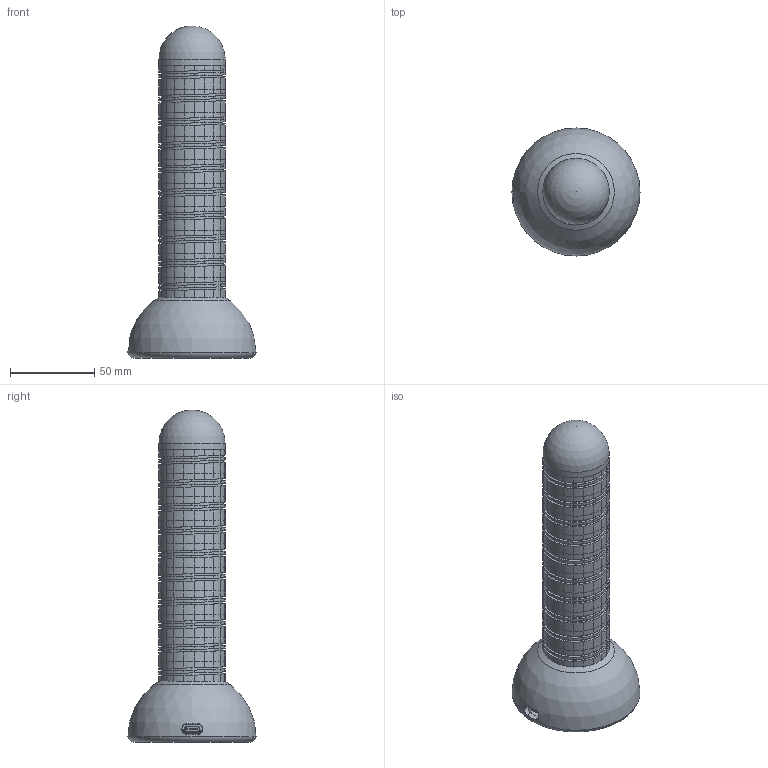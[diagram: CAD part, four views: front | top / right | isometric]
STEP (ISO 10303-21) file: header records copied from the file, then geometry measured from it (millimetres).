
FILE_DESCRIPTION(/* description */ (''),/* implementation_level */ '2;1');
FILE_NAME(/* name */ 'js2.step',/* time_stamp */ '2026-02-23T06:29:31-08:00',/* author */ (''),/* organization */ (''),/* preprocessor_version */ 'ST-DEVELOPER v20.1',/* originating_system */ 'Autodesk Translation Framework v14.21.0.0',/* authorisation */ '');
FILE_SCHEMA (('AUTOMOTIVE_DESIGN { 1 0 10303 214 3 1 1 }'));
Length unit declared in the file: millimetre
Products named in the file (74): js2; top; Base; sensors; spacer; TinyS3 1; C_0402_1005Metric; L_0402_1005Metric; R_0402_1005Metric; BTN_KMR2_4.6X2.8_HAND; LED_0402_1005Metric; APA102 2020 LED; COMPOUND; SOT-723; COMPOUND_1; SOT-23-5; SOLID; NCP170AMX170TCG; COMPOUND_2; D_SOD-523; SSOP-8_3.9x5.05mm_P1.27mm; SOLID_1; 2450AT18B100E--3DModel-STEP-269445; COMPOUND_3; Crystal_SMD_3225-4Pin_3.2x2.5mm_HandSoldering; SOLID_2; C_0603_1608Metric; ESP32_S2--3DModel-STEP-1; COMPOUND_4; HIRO-USB-C Fixed Position; COMPOUND_5; TinyS3_P8_V2_AT2450AT18B100 PCB; C_0402_1005Metric_1; C_0402_1005Metric_2; C_0402_1005Metric_3; C_0402_1005Metric_4; C_0402_1005Metric_5; R_0402_1005Metric_1; R_0402_1005Metric_2; R_0402_1005Metric_3 ...
Assembly tree (115 placements, depth 4):
  js2
    top
    Base
    sensors
      spacer  x10
    TinyS3 1
      C_0402_1005Metric
        SOLID_8
      L_0402_1005Metric
        SOLID_7
      R_0402_1005Metric
        SOLID_5
      BTN_KMR2_4.6X2.8_HAND
        COMPOUND_6
      LED_0402_1005Metric
        SOLID_4
      APA102 2020 LED
        COMPOUND
      SOT-723
        COMPOUND_1
      SOT-23-5
        SOLID
      NCP170AMX170TCG
        COMPOUND_2
      D_SOD-523
        SOLID_3
      SSOP-8_3.9x5.05mm_P1.27mm
        SOLID_1
      2450AT18B100E--3DModel-STEP-269445
        COMPOUND_3
      Crystal_SMD_3225-4Pin_3.2x2.5mm_HandSoldering
        SOLID_2
      C_0603_1608Metric
        SOLID_6
      ESP32_S2--3DModel-STEP-1
        COMPOUND_4
      HIRO-USB-C Fixed Position
        COMPOUND_5
      TinyS3_P8_V2_AT2450AT18B100 PCB
      C_0402_1005Metric_1
        SOLID_8
      C_0402_1005Metric_2
        SOLID_8
      C_0402_1005Metric_3
        SOLID_8
      C_0402_1005Metric_4
        SOLID_8
      C_0402_1005Metric_5
        SOLID_8
      R_0402_1005Metric_1
        SOLID_5
      R_0402_1005Metric_2
        SOLID_5
      R_0402_1005Metric_3
        SOLID_5
      R_0402_1005Metric_4
        SOLID_5
      R_0402_1005Metric_5
        SOLID_5
      R_0402_1005Metric_6
Bounding box: 76.2 x 76.19 x 197.59 mm (x, y, z)
Volume: 179624.8 mm3; surface area: 106145.5 mm2
Topology: 173 solids, 173 shells, 4045 faces, 11282 edges, 7661 vertices
Faces by surface type: plane 2322, cylinder 914, bspline 786, sphere 10, cone 10, torus 3
Full cylindrical faces by diameter (mm): 0.053 x1, 0.095 x2, 0.2 x1, 0.5 x2, 0.75 x4, 0.9 x12, 0.914 x11, 1.35 x20, 1.665 x4, 1.7 x2, 1.8 x2, 3.5 x33, 3.9 x31, 7.1 x10, 7.4 x2, 11 x44, 36.75 x10, 39.413 x1, 49.624 x1, 70.193 x2
Entity records: 77557 total; most frequent: CARTESIAN_POINT 19877, ORIENTED_EDGE 11654, DIRECTION 11123, EDGE_CURVE 5827, LINE 4459, VECTOR 4459, VERTEX_POINT 3837, AXIS2_PLACEMENT_3D 3332
